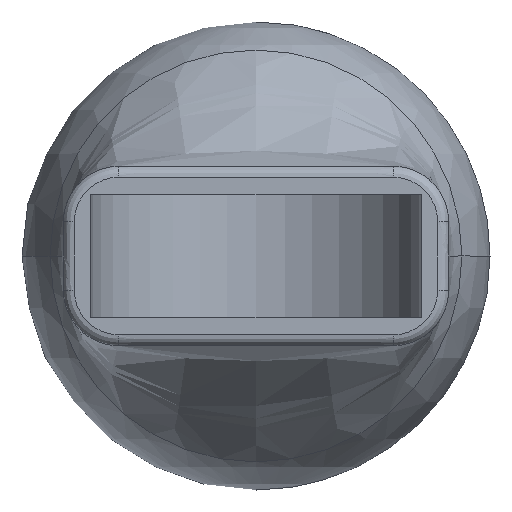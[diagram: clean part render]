
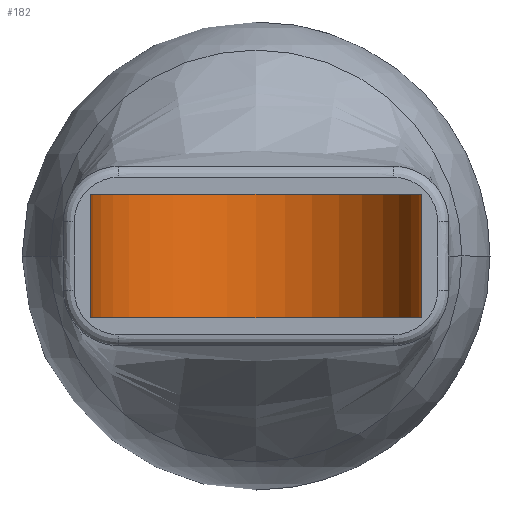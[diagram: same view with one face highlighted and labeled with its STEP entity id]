
A CAD part, front view. The second image highlights one B-rep face of the part: STEP entity #182.
In plain terms, the highlighted cylindrical face has radius 12 mm (diameter 24 mm), a partial arc.
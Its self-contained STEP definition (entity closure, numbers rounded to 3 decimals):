
#16 = VECTOR ( 'NONE', #1350, 1000. ) ;
#135 = CYLINDRICAL_SURFACE ( 'NONE', #2579, 12. ) ;
#182 = ADVANCED_FACE ( 'NONE', ( #2695 ), #135, .F. ) ;
#202 = VERTEX_POINT ( 'NONE', #2641 ) ;
#245 = LINE ( 'NONE', #3113, #16 ) ;
#287 = AXIS2_PLACEMENT_3D ( 'NONE', #2597, #3179, #3763 ) ;
#533 = EDGE_LOOP ( 'NONE', ( #1270, #3543, #2995, #2575 ) ) ;
#791 = VECTOR ( 'NONE', #2609, 1000. ) ;
#793 = CIRCLE ( 'NONE', #287, 12. ) ;
#859 = DIRECTION ( 'NONE',  ( 1., 0., 0. ) ) ;
#985 = CARTESIAN_POINT ( 'NONE',  ( 0., 104., -4.5 ) ) ;
#1245 = AXIS2_PLACEMENT_3D ( 'NONE', #985, #3673, #2807 ) ;
#1270 = ORIENTED_EDGE ( 'NONE', *, *, #2880, .T. ) ;
#1350 = DIRECTION ( 'NONE',  ( 0., 0., 1. ) ) ;
#1584 = VERTEX_POINT ( 'NONE', #1806 ) ;
#1703 = CARTESIAN_POINT ( 'NONE',  ( -12., 104., -4.5 ) ) ;
#1713 = CARTESIAN_POINT ( 'NONE',  ( 0., 104., -4.5 ) ) ;
#1769 = VERTEX_POINT ( 'NONE', #2282 ) ;
#1806 = CARTESIAN_POINT ( 'NONE',  ( 12., 104., 4.5 ) ) ;
#1810 = CARTESIAN_POINT ( 'NONE',  ( -12., 104., -4.5 ) ) ;
#1876 = CIRCLE ( 'NONE', #1245, 12. ) ;
#2036 = VERTEX_POINT ( 'NONE', #1810 ) ;
#2282 = CARTESIAN_POINT ( 'NONE',  ( 12., 104., -4.5 ) ) ;
#2403 = EDGE_CURVE ( 'NONE', #1769, #2036, #1876, .T. ) ;
#2492 = LINE ( 'NONE', #1703, #791 ) ;
#2575 = ORIENTED_EDGE ( 'NONE', *, *, #2623, .T. ) ;
#2579 = AXIS2_PLACEMENT_3D ( 'NONE', #1713, #2932, #859 ) ;
#2597 = CARTESIAN_POINT ( 'NONE',  ( 0., 104., 4.5 ) ) ;
#2609 = DIRECTION ( 'NONE',  ( 0., 0., 1. ) ) ;
#2623 = EDGE_CURVE ( 'NONE', #1769, #1584, #245, .T. ) ;
#2641 = CARTESIAN_POINT ( 'NONE',  ( -12., 104., 4.5 ) ) ;
#2695 = FACE_OUTER_BOUND ( 'NONE', #533, .T. ) ;
#2807 = DIRECTION ( 'NONE',  ( 1., 0., 0. ) ) ;
#2880 = EDGE_CURVE ( 'NONE', #1584, #202, #793, .T. ) ;
#2932 = DIRECTION ( 'NONE',  ( 0., 0., 1. ) ) ;
#2995 = ORIENTED_EDGE ( 'NONE', *, *, #2403, .F. ) ;
#3069 = EDGE_CURVE ( 'NONE', #2036, #202, #2492, .T. ) ;
#3113 = CARTESIAN_POINT ( 'NONE',  ( 12., 104., -4.5 ) ) ;
#3179 = DIRECTION ( 'NONE',  ( 0., 0., 1. ) ) ;
#3543 = ORIENTED_EDGE ( 'NONE', *, *, #3069, .F. ) ;
#3673 = DIRECTION ( 'NONE',  ( 0., 0., 1. ) ) ;
#3763 = DIRECTION ( 'NONE',  ( 1., 0., 0. ) ) ;
